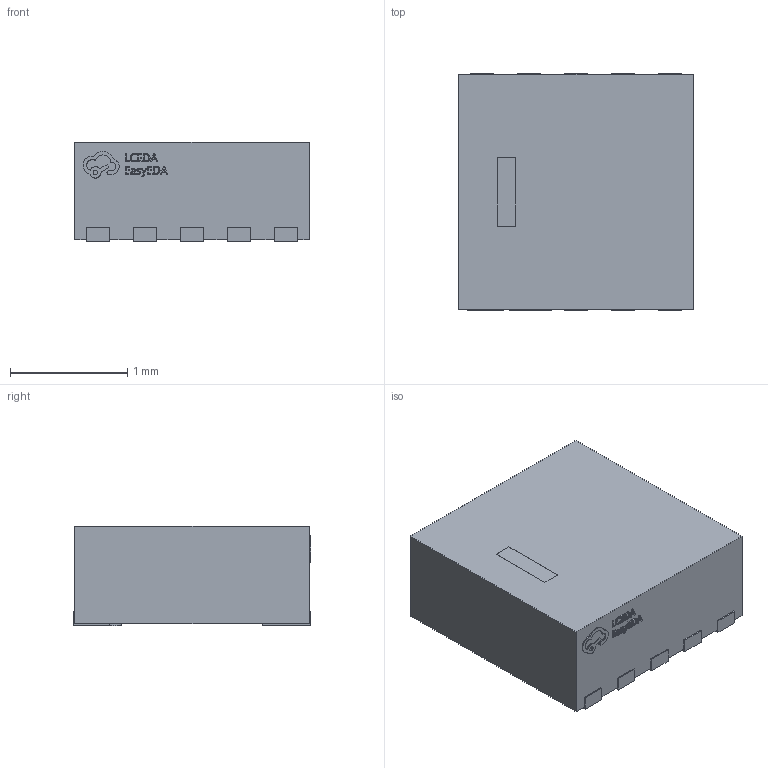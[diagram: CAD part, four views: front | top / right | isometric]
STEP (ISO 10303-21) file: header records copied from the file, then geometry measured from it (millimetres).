
FILE_DESCRIPTION (( 'STEP AP214' ), '1' );
FILE_NAME ('DFN-10_L2.0-W2.0-P0.40-BL.STEP', '2023-03-30T08:53:22', ( 'PC' ), ( 'Microsoft' ), 'SwSTEP 2.0', 'SolidWorks 2020', '' );
FILE_SCHEMA (( 'AUTOMOTIVE_DESIGN' ));
Length unit declared in the file: millimetre
Products named in the file (1): DFN-10_L2.0-W2.0-P0.40-BL
Bounding box: 2 x 2.02 x 0.85 mm (x, y, z)
Volume: 3.3 mm3; surface area: 15 mm2
Topology: 1 solids, 1 shells, 295 faces, 819 edges, 546 vertices
Faces by surface type: plane 188, bspline 98, cylinder 9
Entity records: 13142 total; most frequent: CARTESIAN_POINT 2967, ORIENTED_EDGE 1638, DIRECTION 1033, EDGE_CURVE 819, LINE 601, VECTOR 601, VERTEX_POINT 546, EDGE_LOOP 315
